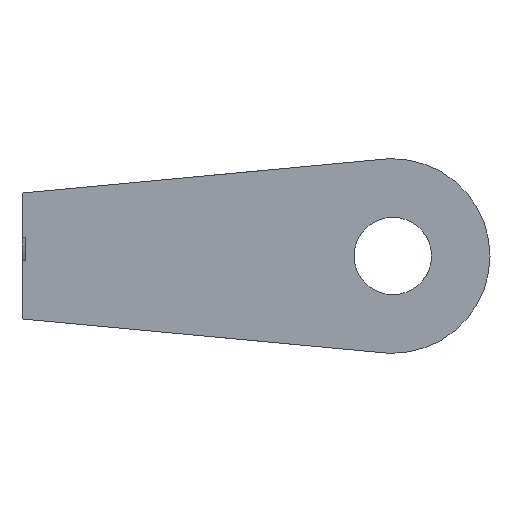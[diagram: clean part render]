
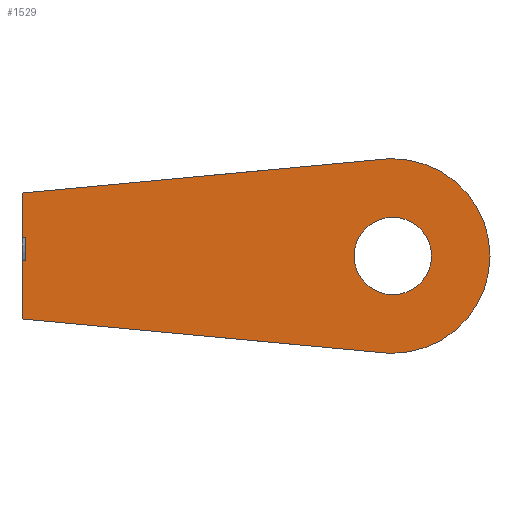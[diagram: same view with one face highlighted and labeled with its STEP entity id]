
A CAD part, front view. The second image highlights one B-rep face of the part: STEP entity #1529.
In plain terms, the highlighted planar face has unit normal (0, -1, 0).
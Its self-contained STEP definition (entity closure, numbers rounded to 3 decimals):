
#1 = DIRECTION ( 'NONE',  ( 0., 1., 0. ) ) ;
#148 = EDGE_CURVE ( 'NONE', #833, #993, #2013, .T. ) ;
#155 = CARTESIAN_POINT ( 'NONE',  ( -103., 0., 5.1 ) ) ;
#172 = CARTESIAN_POINT ( 'NONE',  ( -103., 0., 0. ) ) ;
#173 = DIRECTION ( 'NONE',  ( 0., 0., 1. ) ) ;
#179 = EDGE_CURVE ( 'NONE', #1060, #1288, #2460, .T. ) ;
#225 = CARTESIAN_POINT ( 'NONE',  ( -2.51, 0., -26.883 ) ) ;
#237 = VECTOR ( 'NONE', #802, 1000. ) ;
#240 = DIRECTION ( 'NONE',  ( 0., 1., 0. ) ) ;
#251 = VECTOR ( 'NONE', #173, 1000. ) ;
#279 = CARTESIAN_POINT ( 'NONE',  ( -102., 0., -1.388 ) ) ;
#283 = CIRCLE ( 'NONE', #1624, 27. ) ;
#309 = FACE_BOUND ( 'NONE', #583, .T. ) ;
#346 = CARTESIAN_POINT ( 'NONE',  ( 0., 0., 0. ) ) ;
#371 = VECTOR ( 'NONE', #1695, 1000. ) ;
#372 = LINE ( 'NONE', #2014, #251 ) ;
#403 = CARTESIAN_POINT ( 'NONE',  ( 0., 0., 0. ) ) ;
#420 = CARTESIAN_POINT ( 'NONE',  ( -102., 0., -1.388 ) ) ;
#443 = CARTESIAN_POINT ( 'NONE',  ( 0., 0., 0. ) ) ;
#463 = CIRCLE ( 'NONE', #2519, 27. ) ;
#482 = ORIENTED_EDGE ( 'NONE', *, *, #1504, .T. ) ;
#583 = EDGE_LOOP ( 'NONE', ( #1026, #1442 ) ) ;
#587 = VECTOR ( 'NONE', #2070, 1000. ) ;
#591 = VECTOR ( 'NONE', #2592, 1000. ) ;
#614 = ORIENTED_EDGE ( 'NONE', *, *, #179, .F. ) ;
#626 = VECTOR ( 'NONE', #1249, 1000. ) ;
#633 = CIRCLE ( 'NONE', #2227, 10.75 ) ;
#680 = VERTEX_POINT ( 'NONE', #1940 ) ;
#724 = DIRECTION ( 'NONE',  ( 0.996, 0., 0.093 ) ) ;
#764 = DIRECTION ( 'NONE',  ( 0., 1., 0. ) ) ;
#766 = ORIENTED_EDGE ( 'NONE', *, *, #769, .F. ) ;
#769 = EDGE_CURVE ( 'NONE', #2497, #2426, #931, .T. ) ;
#773 = CARTESIAN_POINT ( 'NONE',  ( -103., 0., 0. ) ) ;
#802 = DIRECTION ( 'NONE',  ( 0., 0., 1. ) ) ;
#816 = VERTEX_POINT ( 'NONE', #2116 ) ;
#822 = DIRECTION ( 'NONE',  ( 0., 0., 1. ) ) ;
#833 = VERTEX_POINT ( 'NONE', #1839 ) ;
#844 = CARTESIAN_POINT ( 'NONE',  ( -102., 0., 5.1 ) ) ;
#903 = CARTESIAN_POINT ( 'NONE',  ( -102., 0., 5.1 ) ) ;
#925 = PLANE ( 'NONE',  #1626 ) ;
#931 = LINE ( 'NONE', #1514, #1704 ) ;
#950 = LINE ( 'NONE', #773, #591 ) ;
#993 = VERTEX_POINT ( 'NONE', #1272 ) ;
#1026 = ORIENTED_EDGE ( 'NONE', *, *, #2076, .T. ) ;
#1060 = VERTEX_POINT ( 'NONE', #903 ) ;
#1067 = EDGE_CURVE ( 'NONE', #2426, #1328, #283, .T. ) ;
#1094 = AXIS2_PLACEMENT_3D ( 'NONE', #1567, #1942, #1360 ) ;
#1117 = FACE_OUTER_BOUND ( 'NONE', #1634, .T. ) ;
#1161 = ORIENTED_EDGE ( 'NONE', *, *, #1067, .F. ) ;
#1215 = ORIENTED_EDGE ( 'NONE', *, *, #148, .F. ) ;
#1240 = LINE ( 'NONE', #2296, #587 ) ;
#1243 = VERTEX_POINT ( 'NONE', #2605 ) ;
#1249 = DIRECTION ( 'NONE',  ( -1., 0., 0. ) ) ;
#1272 = CARTESIAN_POINT ( 'NONE',  ( -103., 0., -1.388 ) ) ;
#1288 = VERTEX_POINT ( 'NONE', #155 ) ;
#1328 = VERTEX_POINT ( 'NONE', #2447 ) ;
#1360 = DIRECTION ( 'NONE',  ( 0., 0., 1. ) ) ;
#1387 = ORIENTED_EDGE ( 'NONE', *, *, #1656, .T. ) ;
#1442 = ORIENTED_EDGE ( 'NONE', *, *, #2297, .T. ) ;
#1479 = DIRECTION ( 'NONE',  ( 0., 0., 1. ) ) ;
#1504 = EDGE_CURVE ( 'NONE', #1697, #993, #1710, .T. ) ;
#1514 = CARTESIAN_POINT ( 'NONE',  ( -2.51, 0., 26.883 ) ) ;
#1529 = ADVANCED_FACE ( 'NONE', ( #309, #1117 ), #925, .F. ) ;
#1549 = ORIENTED_EDGE ( 'NONE', *, *, #2629, .F. ) ;
#1567 = CARTESIAN_POINT ( 'NONE',  ( 0., 0., 0. ) ) ;
#1593 = DIRECTION ( 'NONE',  ( 0., 0., 1. ) ) ;
#1624 = AXIS2_PLACEMENT_3D ( 'NONE', #2652, #764, #1593 ) ;
#1626 = AXIS2_PLACEMENT_3D ( 'NONE', #2523, #1753, #1479 ) ;
#1634 = EDGE_LOOP ( 'NONE', ( #614, #1549, #482, #1215, #1387, #1836, #1714, #1161, #766, #1662 ) ) ;
#1656 = EDGE_CURVE ( 'NONE', #833, #2315, #1240, .T. ) ;
#1662 = ORIENTED_EDGE ( 'NONE', *, *, #2560, .F. ) ;
#1670 = EDGE_CURVE ( 'NONE', #680, #2315, #463, .T. ) ;
#1695 = DIRECTION ( 'NONE',  ( -1., 0., 0. ) ) ;
#1696 = EDGE_CURVE ( 'NONE', #1328, #680, #2607, .T. ) ;
#1697 = VERTEX_POINT ( 'NONE', #420 ) ;
#1704 = VECTOR ( 'NONE', #724, 1000. ) ;
#1710 = LINE ( 'NONE', #279, #371 ) ;
#1714 = ORIENTED_EDGE ( 'NONE', *, *, #1696, .F. ) ;
#1753 = DIRECTION ( 'NONE',  ( 0., 1., 0. ) ) ;
#1768 = CARTESIAN_POINT ( 'NONE',  ( -103., 0., 17.5 ) ) ;
#1836 = ORIENTED_EDGE ( 'NONE', *, *, #1670, .F. ) ;
#1839 = CARTESIAN_POINT ( 'NONE',  ( -103., 0., -17.5 ) ) ;
#1850 = DIRECTION ( 'NONE',  ( 0., 0., 1. ) ) ;
#1940 = CARTESIAN_POINT ( 'NONE',  ( 0., 0., -27. ) ) ;
#1942 = DIRECTION ( 'NONE',  ( 0., 1., 0. ) ) ;
#1965 = AXIS2_PLACEMENT_3D ( 'NONE', #403, #1, #822 ) ;
#2013 = LINE ( 'NONE', #172, #237 ) ;
#2014 = CARTESIAN_POINT ( 'NONE',  ( -102., 0., 0. ) ) ;
#2070 = DIRECTION ( 'NONE',  ( 0.996, 0., -0.093 ) ) ;
#2076 = EDGE_CURVE ( 'NONE', #816, #1243, #633, .T. ) ;
#2116 = CARTESIAN_POINT ( 'NONE',  ( 0., 0., -10.75 ) ) ;
#2134 = CIRCLE ( 'NONE', #1094, 10.75 ) ;
#2227 = AXIS2_PLACEMENT_3D ( 'NONE', #346, #2609, #2434 ) ;
#2296 = CARTESIAN_POINT ( 'NONE',  ( -2.51, 0., -26.883 ) ) ;
#2297 = EDGE_CURVE ( 'NONE', #1243, #816, #2134, .T. ) ;
#2315 = VERTEX_POINT ( 'NONE', #225 ) ;
#2426 = VERTEX_POINT ( 'NONE', #2564 ) ;
#2434 = DIRECTION ( 'NONE',  ( 0., 0., 1. ) ) ;
#2447 = CARTESIAN_POINT ( 'NONE',  ( 0., 0., 27. ) ) ;
#2460 = LINE ( 'NONE', #844, #626 ) ;
#2497 = VERTEX_POINT ( 'NONE', #1768 ) ;
#2519 = AXIS2_PLACEMENT_3D ( 'NONE', #443, #240, #1850 ) ;
#2523 = CARTESIAN_POINT ( 'NONE',  ( 0., 0., 0. ) ) ;
#2560 = EDGE_CURVE ( 'NONE', #1288, #2497, #950, .T. ) ;
#2564 = CARTESIAN_POINT ( 'NONE',  ( -2.51, 0., 26.883 ) ) ;
#2592 = DIRECTION ( 'NONE',  ( 0., 0., 1. ) ) ;
#2605 = CARTESIAN_POINT ( 'NONE',  ( 0., 0., 10.75 ) ) ;
#2607 = CIRCLE ( 'NONE', #1965, 27. ) ;
#2609 = DIRECTION ( 'NONE',  ( 0., 1., 0. ) ) ;
#2629 = EDGE_CURVE ( 'NONE', #1697, #1060, #372, .T. ) ;
#2652 = CARTESIAN_POINT ( 'NONE',  ( 0., 0., 0. ) ) ;
